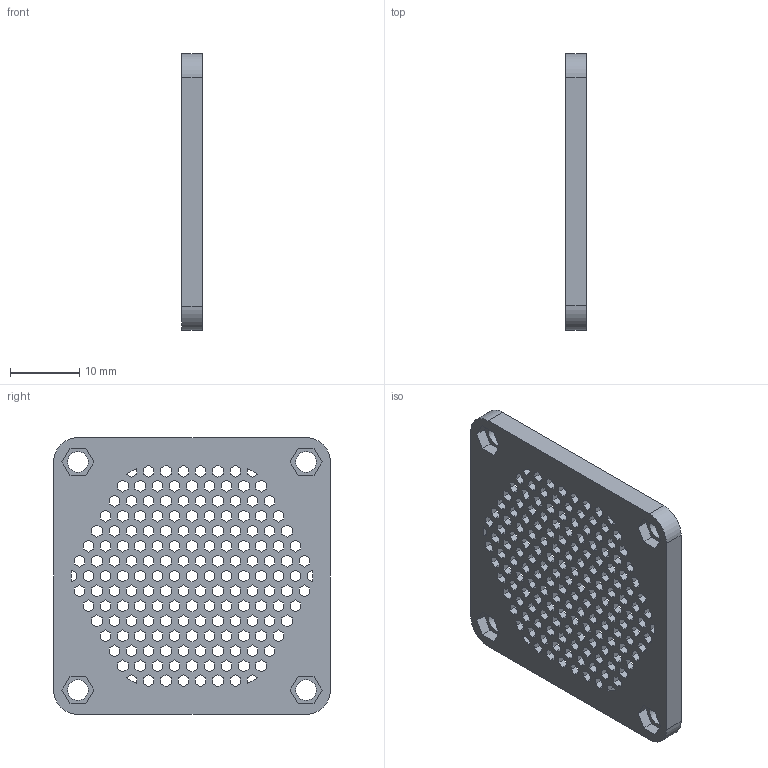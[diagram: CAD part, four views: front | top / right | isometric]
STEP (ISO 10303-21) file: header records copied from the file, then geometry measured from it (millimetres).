
FILE_DESCRIPTION(/* description */ (''),/* implementation_level */ '2;1');
FILE_NAME(/* name */ 'FilterCover.step',/* time_stamp */ '2020-12-19T10:23:47+01:00',/* author */ (''),/* organization */ (''),/* preprocessor_version */ 'ST-DEVELOPER v18.1',/* originating_system */ 'Autodesk Translation Framework v9.7.0.1280',/* authorisation */ '');
FILE_SCHEMA (('AUTOMOTIVE_DESIGN { 1 0 10303 214 3 1 1 }'));
Length unit declared in the file: millimetre
Products named in the file (1): FilterCover
Bounding box: 3 x 40 x 40 mm (x, y, z)
Volume: 2107.9 mm3; surface area: 4187.2 mm2
Topology: 1 solids, 1 shells, 1046 faces, 3117 edges, 2078 vertices
Faces by surface type: plane 1031, cylinder 15
Full cylindrical faces by diameter (mm): 3 x4, 37.5 x1
Entity records: 35123 total; most frequent: CARTESIAN_POINT 6242, ORIENTED_EDGE 6234, DIRECTION 5241, EDGE_CURVE 3117, LINE 3087, VECTOR 3087, VERTEX_POINT 2078, EDGE_LOOP 1397
